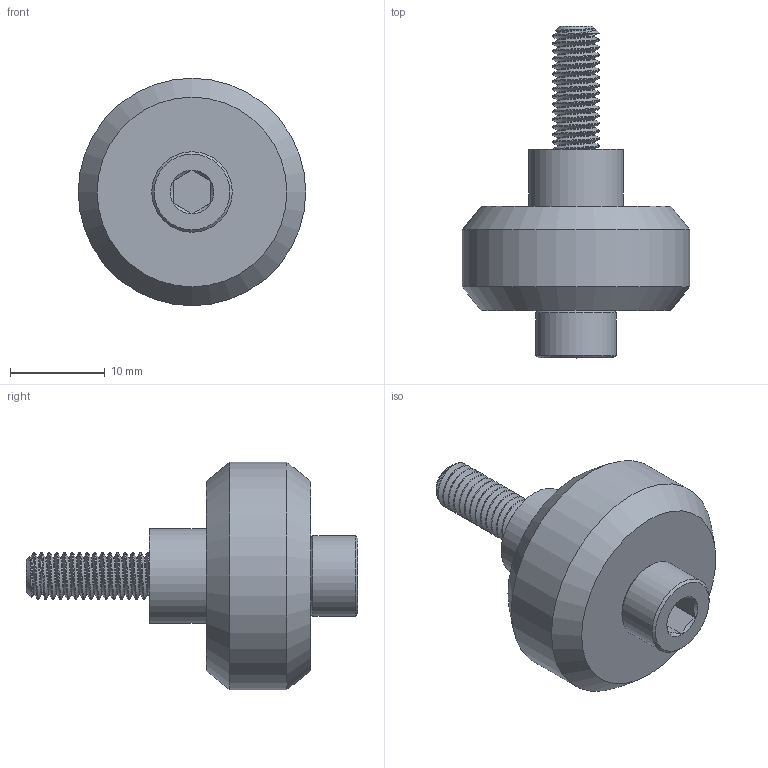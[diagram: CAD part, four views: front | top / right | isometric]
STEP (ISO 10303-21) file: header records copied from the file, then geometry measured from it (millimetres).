
FILE_DESCRIPTION(/* description */ (''),/* implementation_level */ '2;1');
FILE_NAME(/* name */ 'wheel.step',/* time_stamp */ '2024-11-15T22:18:09+01:00',/* author */ (''),/* organization */ (''),/* preprocessor_version */ 'ST-DEVELOPER v20',/* originating_system */ 'Autodesk Translation Framework v13.20.0.188',/* authorisation */ '');
FILE_SCHEMA (('AUTOMOTIVE_DESIGN { 1 0 10303 214 3 1 1 }'));
Length unit declared in the file: millimetre
Products named in the file (2): wheel; 91290A194_Black-Oxide Alloy Steel Socket Head Screw
Assembly tree (1 placements, depth 2):
  wheel
    91290A194_Black-Oxide Alloy Steel Socket Head Screw
Bounding box: 24 x 35 x 24 mm (x, y, z)
Volume: 5458.6 mm3; surface area: 3074.4 mm2
Topology: 3 solids, 3 shells, 108 faces, 285 edges, 185 vertices
Faces by surface type: cylinder 79, plane 14, cone 13, bspline 2
Full cylindrical faces by diameter (mm): 3.961 x35, 5 x38, 8.5 x1, 10 x1, 24 x1
Entity records: 9270 total; most frequent: CARTESIAN_POINT 6922, ORIENTED_EDGE 570, DIRECTION 371, EDGE_CURVE 285, VERTEX_POINT 185, AXIS2_PLACEMENT_3D 138, EDGE_LOOP 114, FACE_OUTER_BOUND 108
